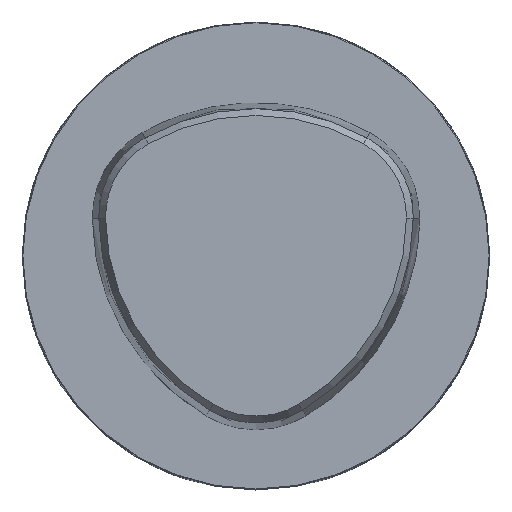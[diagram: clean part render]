
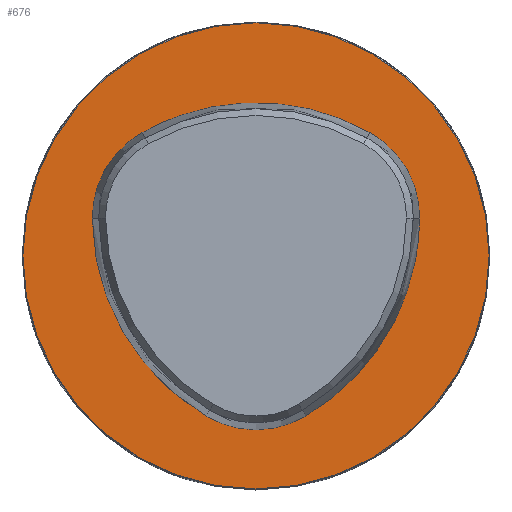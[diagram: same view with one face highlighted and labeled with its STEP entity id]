
A CAD part, top view. The second image highlights one B-rep face of the part: STEP entity #676.
In plain terms, the highlighted planar face has unit normal (0, 0, 1).
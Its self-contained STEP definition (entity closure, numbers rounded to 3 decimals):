
#133=PLANE('',#4665);
#676=ADVANCED_FACE('',(#1833,#1834),#133,.T.);
#1365=B_SPLINE_CURVE_WITH_KNOTS('',3,(#9423,#9424,#9425,#9426,#9427,#9428,
#9429,#9430,#9431,#9432,#9433,#9434,#9435,#9436,#9437,#9438,#9439,#9440,
#9441,#9442,#9443,#9444,#9445,#9446,#9447,#9448,#9449,#9450,#9451,#9452,
#9453,#9454,#9455,#9456,#9457,#9458,#9459,#9460,#9461,#9462,#9463,#9464,
#9465,#9466,#9467,#9468,#9469,#9470,#9471,#9472,#9473,#9474,#9475,#9476,
#9477,#9478,#9479,#9480,#9481,#9482,#9483,#9484,#9485,#9486,#9487,#9488,
#9489),.UNSPECIFIED.,.T.,.F.,(1,1,2,1,1,1,1,1,1,1,1,1,1,1,1,1,1,1,1,1,1,
1,1,1,1,1,1,1,1,1,1,1,1,1,1,1,1,1,1,1,1,1,1,1,1,1,1,1,1,1,1,1,1,1,1,1,1,
1,1,1,1,1,1,1,1,1,2,1,1),(-0.063,-0.031,0.,0.031,0.063,0.094,0.109,
0.113,0.117,0.125,0.141,0.156,0.172,0.188,0.203,0.211,
0.215,0.219,0.25,0.281,0.313,0.344,0.375,0.406,0.422,0.438,
0.441,0.445,0.449,0.451,0.453,0.461,0.469,
0.484,0.5,0.516,0.531,0.539,0.547,0.549,0.551,
0.555,0.559,0.563,0.578,0.594,0.625,0.656,0.688,0.719,
0.75,0.781,0.785,0.789,0.797,0.813,0.828,0.844,0.859,
0.875,0.883,0.887,0.891,0.906,0.938,0.969,1.,1.031,1.063),
 .UNSPECIFIED.);
#1833=FACE_BOUND('',#2332,.T.);
#1834=FACE_BOUND('',#2333,.T.);
#2332=EDGE_LOOP('',(#2977));
#2333=EDGE_LOOP('',(#2978));
#2977=ORIENTED_EDGE('',*,*,#3754,.F.);
#2978=ORIENTED_EDGE('',*,*,#3764,.F.);
#3409=VERTEX_POINT('',#9490);
#3410=VERTEX_POINT('',#9711);
#3754=EDGE_CURVE('',#3409,#3409,#1365,.T.);
#3764=EDGE_CURVE('',#3410,#3410,#4071,.T.);
#4071=CIRCLE('',#4664,31.4);
#4664=AXIS2_PLACEMENT_3D('',#9710,#5610,#5611);
#4665=AXIS2_PLACEMENT_3D('',#9712,#5612,#5613);
#5610=DIRECTION('',(0.,0.,-1.));
#5611=DIRECTION('',(-1.,0.,0.));
#5612=DIRECTION('',(0.,0.,1.));
#5613=DIRECTION('',(-1.,0.,0.));
#9423=CARTESIAN_POINT('',(-18.407,-8.968,0.));
#9424=CARTESIAN_POINT('',(-16.97,-11.456,0.));
#9425=CARTESIAN_POINT('',(-15.366,-13.838,0.));
#9426=CARTESIAN_POINT('',(-12.486,-17.047,0.));
#9427=CARTESIAN_POINT('',(-9.741,-19.363,0.));
#9428=CARTESIAN_POINT('',(-7.814,-20.674,0.));
#9429=CARTESIAN_POINT('',(-6.898,-21.24,0.));
#9430=CARTESIAN_POINT('',(-6.285,-21.606,0.));
#9431=CARTESIAN_POINT('',(-5.183,-22.18,0.));
#9432=CARTESIAN_POINT('',(-3.517,-22.799,0.));
#9433=CARTESIAN_POINT('',(-1.422,-23.205,0.));
#9434=CARTESIAN_POINT('',(0.712,-23.264,0.));
#9435=CARTESIAN_POINT('',(2.826,-22.973,0.));
#9436=CARTESIAN_POINT('',(4.523,-22.446,0.));
#9437=CARTESIAN_POINT('',(5.656,-21.933,0.));
#9438=CARTESIAN_POINT('',(6.284,-21.602,0.));
#9439=CARTESIAN_POINT('',(7.829,-20.696,0.));
#9440=CARTESIAN_POINT('',(10.332,-18.951,0.));
#9441=CARTESIAN_POINT('',(13.495,-16.022,0.));
#9442=CARTESIAN_POINT('',(16.223,-12.683,0.));
#9443=CARTESIAN_POINT('',(18.465,-9.,0.));
#9444=CARTESIAN_POINT('',(20.176,-5.043,0.));
#9445=CARTESIAN_POINT('',(21.133,-1.582,0.));
#9446=CARTESIAN_POINT('',(21.607,1.249,0.));
#9447=CARTESIAN_POINT('',(21.762,2.855,0.));
#9448=CARTESIAN_POINT('',(21.819,3.93,0.));
#9449=CARTESIAN_POINT('',(21.839,4.467,0.));
#9450=CARTESIAN_POINT('',(21.848,4.914,0.));
#9451=CARTESIAN_POINT('',(21.848,5.271,0.));
#9452=CARTESIAN_POINT('',(21.838,5.803,0.));
#9453=CARTESIAN_POINT('',(21.78,6.598,0.));
#9454=CARTESIAN_POINT('',(21.562,8.003,0.));
#9455=CARTESIAN_POINT('',(21.076,9.712,0.));
#9456=CARTESIAN_POINT('',(20.164,11.642,0.));
#9457=CARTESIAN_POINT('',(18.949,13.396,0.));
#9458=CARTESIAN_POINT('',(17.712,14.672,0.));
#9459=CARTESIAN_POINT('',(16.604,15.563,0.));
#9460=CARTESIAN_POINT('',(15.945,16.01,0.));
#9461=CARTESIAN_POINT('',(15.488,16.286,0.));
#9462=CARTESIAN_POINT('',(15.18,16.464,0.));
#9463=CARTESIAN_POINT('',(14.788,16.679,0.));
#9464=CARTESIAN_POINT('',(14.313,16.931,0.));
#9465=CARTESIAN_POINT('',(13.353,17.419,0.));
#9466=CARTESIAN_POINT('',(11.885,18.087,0.));
#9467=CARTESIAN_POINT('',(9.197,19.093,0.));
#9468=CARTESIAN_POINT('',(5.72,19.995,0.));
#9469=CARTESIAN_POINT('',(1.438,20.491,0.));
#9470=CARTESIAN_POINT('',(-2.872,20.392,0.));
#9471=CARTESIAN_POINT('',(-7.128,19.698,0.));
#9472=CARTESIAN_POINT('',(-11.246,18.423,0.));
#9473=CARTESIAN_POINT('',(-14.009,17.128,0.));
#9474=CARTESIAN_POINT('',(-15.566,16.243,0.));
#9475=CARTESIAN_POINT('',(-16.167,15.865,0.));
#9476=CARTESIAN_POINT('',(-17.177,15.14,0.));
#9477=CARTESIAN_POINT('',(-18.482,13.934,0.));
#9478=CARTESIAN_POINT('',(-19.791,12.249,0.));
#9479=CARTESIAN_POINT('',(-20.807,10.372,0.));
#9480=CARTESIAN_POINT('',(-21.503,8.354,0.));
#9481=CARTESIAN_POINT('',(-21.8,6.601,0.));
#9482=CARTESIAN_POINT('',(-21.854,5.36,0.));
#9483=CARTESIAN_POINT('',(-21.843,4.646,0.));
#9484=CARTESIAN_POINT('',(-21.811,3.57,0.));
#9485=CARTESIAN_POINT('',(-21.639,1.245,0.));
#9486=CARTESIAN_POINT('',(-21.006,-2.29,0.));
#9487=CARTESIAN_POINT('',(-19.667,-6.388,0.));
#9488=CARTESIAN_POINT('',(-18.407,-8.968,0.));
#9489=CARTESIAN_POINT('',(-16.97,-11.456,0.));
#9490=CARTESIAN_POINT('',(-17.688,-10.212,0.));
#9710=CARTESIAN_POINT('',(0.,0.,0.));
#9711=CARTESIAN_POINT('',(-31.4,0.,0.));
#9712=CARTESIAN_POINT('',(-27.28,-15.75,0.));
